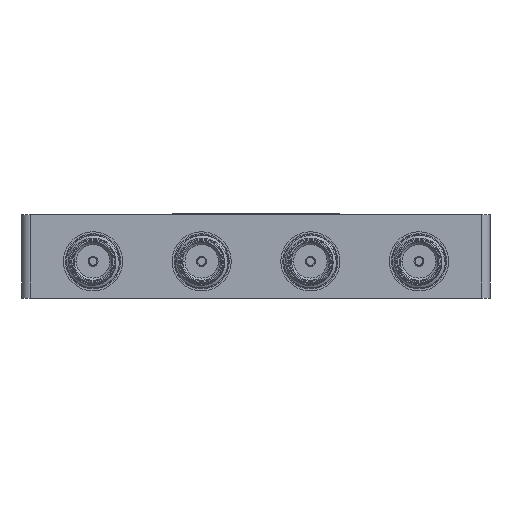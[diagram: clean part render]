
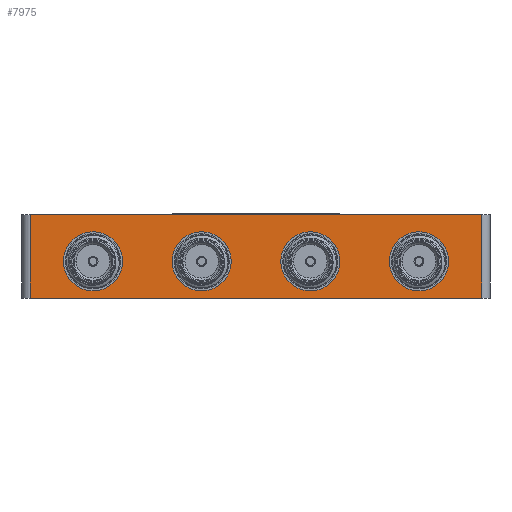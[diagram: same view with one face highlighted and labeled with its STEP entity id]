
A CAD part, front view. The second image highlights one B-rep face of the part: STEP entity #7975.
In plain terms, the highlighted planar face has unit normal (0, -1, 0).
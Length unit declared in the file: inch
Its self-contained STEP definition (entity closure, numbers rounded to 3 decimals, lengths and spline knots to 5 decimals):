
#70 = DIRECTION ( 'NONE',  ( 1., 0., 0. ) ) ;
#448 = CARTESIAN_POINT ( 'NONE',  ( -1.10236, -0.98425, -0.19685 ) ) ;
#473 = CIRCLE ( 'NONE', #8270, 0.13924 ) ;
#495 = VECTOR ( 'NONE', #22090, 39.37008 ) ;
#1641 = CARTESIAN_POINT ( 'NONE',  ( -0.90696, -0.98425, -0.02362 ) ) ;
#1707 = CIRCLE ( 'NONE', #24341, 0.13924 ) ;
#1768 = AXIS2_PLACEMENT_3D ( 'NONE', #35218, #18134, #70 ) ;
#1933 = EDGE_CURVE ( 'NONE', #11419, #16530, #473, .T. ) ;
#2466 = CIRCLE ( 'NONE', #1768, 0.13924 ) ;
#2649 = ORIENTED_EDGE ( 'NONE', *, *, #37285, .F. ) ;
#3101 = EDGE_CURVE ( 'NONE', #31455, #42858, #19113, .T. ) ;
#3912 = DIRECTION ( 'NONE',  ( 0., 0., -1. ) ) ;
#4027 = CIRCLE ( 'NONE', #8971, 0.13924 ) ;
#4499 = CIRCLE ( 'NONE', #8042, 0.13924 ) ;
#4571 = CARTESIAN_POINT ( 'NONE',  ( 0.90696, -0.98425, -0.02362 ) ) ;
#4647 = FACE_OUTER_BOUND ( 'NONE', #41821, .T. ) ;
#4802 = CARTESIAN_POINT ( 'NONE',  ( -1.10236, -0.98425, 0.19685 ) ) ;
#6389 = ORIENTED_EDGE ( 'NONE', *, *, #36022, .F. ) ;
#6741 = CARTESIAN_POINT ( 'NONE',  ( -0.25591, -0.98425, -0.02362 ) ) ;
#7464 = EDGE_CURVE ( 'NONE', #28092, #32384, #17017, .T. ) ;
#7825 = AXIS2_PLACEMENT_3D ( 'NONE', #28593, #31681, #11743 ) ;
#7975 = ADVANCED_FACE ( 'NONE', ( #8189, #41438, #42105, #15289, #4647 ), #11958, .F. ) ;
#8042 = AXIS2_PLACEMENT_3D ( 'NONE', #30626, #23334, #40402 ) ;
#8135 = EDGE_LOOP ( 'NONE', ( #30348, #32893 ) ) ;
#8189 = FACE_BOUND ( 'NONE', #34922, .T. ) ;
#8270 = AXIS2_PLACEMENT_3D ( 'NONE', #32525, #8805, #42944 ) ;
#8557 = VERTEX_POINT ( 'NONE', #33649 ) ;
#8620 = DIRECTION ( 'NONE',  ( 1., 0., 0. ) ) ;
#8805 = DIRECTION ( 'NONE',  ( 0., -1., 0. ) ) ;
#8971 = AXIS2_PLACEMENT_3D ( 'NONE', #23080, #29502, #25963 ) ;
#10054 = DIRECTION ( 'NONE',  ( 1., 0., 0. ) ) ;
#10827 = CARTESIAN_POINT ( 'NONE',  ( -0.11666, -0.98425, -0.02362 ) ) ;
#11126 = DIRECTION ( 'NONE',  ( 0., -1., 0. ) ) ;
#11217 = LINE ( 'NONE', #4802, #495 ) ;
#11242 = VECTOR ( 'NONE', #14599, 39.37008 ) ;
#11419 = VERTEX_POINT ( 'NONE', #28415 ) ;
#11743 = DIRECTION ( 'NONE',  ( 1., 0., 0. ) ) ;
#11769 = ORIENTED_EDGE ( 'NONE', *, *, #36478, .F. ) ;
#11958 = PLANE ( 'NONE',  #7825 ) ;
#12172 = CIRCLE ( 'NONE', #29170, 0.13924 ) ;
#12640 = CIRCLE ( 'NONE', #14735, 0.13924 ) ;
#13819 = CARTESIAN_POINT ( 'NONE',  ( -0.76772, -0.98425, -0.02362 ) ) ;
#14158 = EDGE_LOOP ( 'NONE', ( #6389, #16042 ) ) ;
#14599 = DIRECTION ( 'NONE',  ( 1., 0., 0. ) ) ;
#14735 = AXIS2_PLACEMENT_3D ( 'NONE', #14750, #38029, #34698 ) ;
#14750 = CARTESIAN_POINT ( 'NONE',  ( -0.76772, -0.98425, -0.02362 ) ) ;
#15289 = FACE_BOUND ( 'NONE', #35420, .T. ) ;
#16042 = ORIENTED_EDGE ( 'NONE', *, *, #27751, .F. ) ;
#16530 = VERTEX_POINT ( 'NONE', #4571 ) ;
#17017 = CIRCLE ( 'NONE', #38281, 0.13924 ) ;
#17128 = ORIENTED_EDGE ( 'NONE', *, *, #19031, .F. ) ;
#18134 = DIRECTION ( 'NONE',  ( 0., -1., 0. ) ) ;
#18647 = ORIENTED_EDGE ( 'NONE', *, *, #37267, .T. ) ;
#19031 = EDGE_CURVE ( 'NONE', #8557, #35466, #1707, .T. ) ;
#19113 = LINE ( 'NONE', #28893, #41551 ) ;
#21494 = VERTEX_POINT ( 'NONE', #23507 ) ;
#21746 = VERTEX_POINT ( 'NONE', #26344 ) ;
#22090 = DIRECTION ( 'NONE',  ( 1., 0., 0. ) ) ;
#22096 = ORIENTED_EDGE ( 'NONE', *, *, #38601, .T. ) ;
#22749 = EDGE_CURVE ( 'NONE', #16530, #11419, #12172, .T. ) ;
#22893 = DIRECTION ( 'NONE',  ( 0., 0., 1. ) ) ;
#23080 = CARTESIAN_POINT ( 'NONE',  ( 0.25591, -0.98425, -0.02362 ) ) ;
#23334 = DIRECTION ( 'NONE',  ( 0., -1., 0. ) ) ;
#23507 = CARTESIAN_POINT ( 'NONE',  ( -1.06236, -0.98425, 0.19685 ) ) ;
#24007 = DIRECTION ( 'NONE',  ( 1., 0., 0. ) ) ;
#24341 = AXIS2_PLACEMENT_3D ( 'NONE', #13819, #11126, #24007 ) ;
#24420 = ORIENTED_EDGE ( 'NONE', *, *, #22749, .F. ) ;
#24841 = ORIENTED_EDGE ( 'NONE', *, *, #1933, .F. ) ;
#25377 = VECTOR ( 'NONE', #3912, 39.37008 ) ;
#25963 = DIRECTION ( 'NONE',  ( 1., 0., 0. ) ) ;
#26344 = CARTESIAN_POINT ( 'NONE',  ( 0.39515, -0.98425, -0.02362 ) ) ;
#26363 = EDGE_CURVE ( 'NONE', #32384, #28092, #4499, .T. ) ;
#27155 = CARTESIAN_POINT ( 'NONE',  ( 0.11666, -0.98425, -0.02362 ) ) ;
#27751 = EDGE_CURVE ( 'NONE', #35152, #21746, #2466, .T. ) ;
#27979 = DIRECTION ( 'NONE',  ( 0., -1., 0. ) ) ;
#28092 = VERTEX_POINT ( 'NONE', #40934 ) ;
#28415 = CARTESIAN_POINT ( 'NONE',  ( 0.62848, -0.98425, -0.02362 ) ) ;
#28593 = CARTESIAN_POINT ( 'NONE',  ( -1.10236, -0.98425, 0.19685 ) ) ;
#28893 = CARTESIAN_POINT ( 'NONE',  ( 1.06236, -0.98425, 0.19685 ) ) ;
#29170 = AXIS2_PLACEMENT_3D ( 'NONE', #38558, #41431, #8620 ) ;
#29502 = DIRECTION ( 'NONE',  ( 0., -1., 0. ) ) ;
#30348 = ORIENTED_EDGE ( 'NONE', *, *, #26363, .F. ) ;
#30626 = CARTESIAN_POINT ( 'NONE',  ( -0.25591, -0.98425, -0.02362 ) ) ;
#30672 = CARTESIAN_POINT ( 'NONE',  ( 1.06236, -0.98425, 0.19685 ) ) ;
#30948 = LINE ( 'NONE', #37191, #25377 ) ;
#31455 = VERTEX_POINT ( 'NONE', #33037 ) ;
#31681 = DIRECTION ( 'NONE',  ( 0., 1., 0. ) ) ;
#32384 = VERTEX_POINT ( 'NONE', #10827 ) ;
#32525 = CARTESIAN_POINT ( 'NONE',  ( 0.76772, -0.98425, -0.02362 ) ) ;
#32893 = ORIENTED_EDGE ( 'NONE', *, *, #7464, .F. ) ;
#33037 = CARTESIAN_POINT ( 'NONE',  ( 1.06236, -0.98425, -0.19685 ) ) ;
#33649 = CARTESIAN_POINT ( 'NONE',  ( -0.62848, -0.98425, -0.02362 ) ) ;
#34388 = CARTESIAN_POINT ( 'NONE',  ( -1.06236, -0.98425, -0.19685 ) ) ;
#34517 = VERTEX_POINT ( 'NONE', #34388 ) ;
#34698 = DIRECTION ( 'NONE',  ( 1., 0., 0. ) ) ;
#34922 = EDGE_LOOP ( 'NONE', ( #17128, #2649 ) ) ;
#35152 = VERTEX_POINT ( 'NONE', #27155 ) ;
#35218 = CARTESIAN_POINT ( 'NONE',  ( 0.25591, -0.98425, -0.02362 ) ) ;
#35420 = EDGE_LOOP ( 'NONE', ( #24420, #24841 ) ) ;
#35466 = VERTEX_POINT ( 'NONE', #1641 ) ;
#36022 = EDGE_CURVE ( 'NONE', #21746, #35152, #4027, .T. ) ;
#36478 = EDGE_CURVE ( 'NONE', #21494, #42858, #11217, .T. ) ;
#37191 = CARTESIAN_POINT ( 'NONE',  ( -1.06236, -0.98425, 0.19685 ) ) ;
#37267 = EDGE_CURVE ( 'NONE', #21494, #34517, #30948, .T. ) ;
#37285 = EDGE_CURVE ( 'NONE', #35466, #8557, #12640, .T. ) ;
#38029 = DIRECTION ( 'NONE',  ( 0., -1., 0. ) ) ;
#38281 = AXIS2_PLACEMENT_3D ( 'NONE', #6741, #27979, #10054 ) ;
#38322 = LINE ( 'NONE', #448, #11242 ) ;
#38558 = CARTESIAN_POINT ( 'NONE',  ( 0.76772, -0.98425, -0.02362 ) ) ;
#38601 = EDGE_CURVE ( 'NONE', #34517, #31455, #38322, .T. ) ;
#40402 = DIRECTION ( 'NONE',  ( 1., 0., 0. ) ) ;
#40934 = CARTESIAN_POINT ( 'NONE',  ( -0.39515, -0.98425, -0.02362 ) ) ;
#41431 = DIRECTION ( 'NONE',  ( 0., -1., 0. ) ) ;
#41438 = FACE_BOUND ( 'NONE', #8135, .T. ) ;
#41551 = VECTOR ( 'NONE', #22893, 39.37008 ) ;
#41821 = EDGE_LOOP ( 'NONE', ( #22096, #42732, #11769, #18647 ) ) ;
#42105 = FACE_BOUND ( 'NONE', #14158, .T. ) ;
#42732 = ORIENTED_EDGE ( 'NONE', *, *, #3101, .T. ) ;
#42858 = VERTEX_POINT ( 'NONE', #30672 ) ;
#42944 = DIRECTION ( 'NONE',  ( 1., 0., 0. ) ) ;
